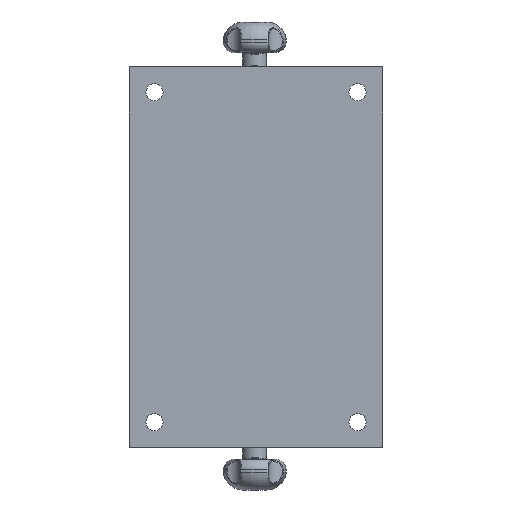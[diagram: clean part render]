
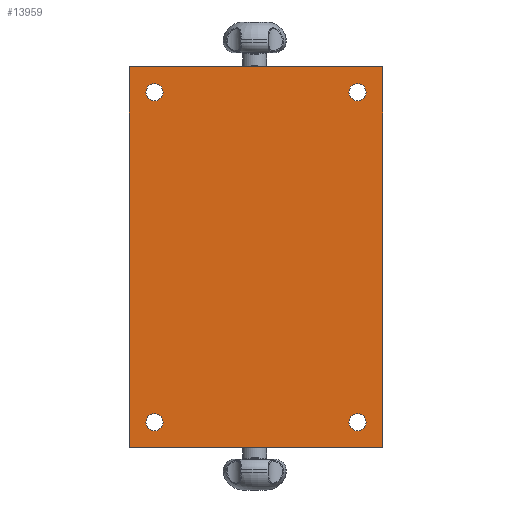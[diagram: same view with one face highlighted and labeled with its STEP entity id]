
A CAD part, front view. The second image highlights one B-rep face of the part: STEP entity #13959.
In plain terms, the highlighted planar face has unit normal (0, -1, 0).
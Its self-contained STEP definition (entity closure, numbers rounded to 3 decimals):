
#150 = AXIS2_PLACEMENT_3D ( 'NONE', #28809, #70588, #1034 ) ;
#1034 = DIRECTION ( 'NONE',  ( -1., 0., 0. ) ) ;
#1152 = VERTEX_POINT ( 'NONE', #29235 ) ;
#1371 = DIRECTION ( 'NONE',  ( 1., 0., 0. ) ) ;
#2592 = DIRECTION ( 'NONE',  ( 0., 1., 0. ) ) ;
#3083 = EDGE_CURVE ( 'NONE', #4168, #49172, #20900, .T. ) ;
#3158 = CARTESIAN_POINT ( 'NONE',  ( 74.25, -1043., -131. ) ) ;
#3198 = CARTESIAN_POINT ( 'NONE',  ( 81., -1043., -131. ) ) ;
#3987 = DIRECTION ( 'NONE',  ( -1., 0., 0. ) ) ;
#4168 = VERTEX_POINT ( 'NONE', #58850 ) ;
#4642 = EDGE_LOOP ( 'NONE', ( #22098, #45301 ) ) ;
#5050 = CIRCLE ( 'NONE', #55172, 6.75 ) ;
#5563 = CARTESIAN_POINT ( 'NONE',  ( 81., -1043., 129. ) ) ;
#5802 = DIRECTION ( 'NONE',  ( 1., 0., 0. ) ) ;
#6998 = ORIENTED_EDGE ( 'NONE', *, *, #51801, .T. ) ;
#7401 = EDGE_CURVE ( 'NONE', #44097, #11915, #63871, .T. ) ;
#7581 = EDGE_CURVE ( 'NONE', #59593, #68943, #63386, .T. ) ;
#7991 = CARTESIAN_POINT ( 'NONE',  ( 101., -1043., 149. ) ) ;
#9069 = VECTOR ( 'NONE', #58401, 1000. ) ;
#9883 = LINE ( 'NONE', #38056, #41420 ) ;
#10085 = CIRCLE ( 'NONE', #57965, 6.75 ) ;
#11343 = FACE_BOUND ( 'NONE', #17791, .T. ) ;
#11624 = VECTOR ( 'NONE', #29446, 1000. ) ;
#11915 = VERTEX_POINT ( 'NONE', #34291 ) ;
#12632 = DIRECTION ( 'NONE',  ( -1., 0., 0. ) ) ;
#12774 = DIRECTION ( 'NONE',  ( 0., 1., 0. ) ) ;
#13959 = ADVANCED_FACE ( 'NONE', ( #50929, #11343, #23807, #16702, #54853 ), #60589, .F. ) ;
#14330 = CARTESIAN_POINT ( 'NONE',  ( -85.75, -1043., 129. ) ) ;
#15220 = CARTESIAN_POINT ( 'NONE',  ( 101., -1043., -151. ) ) ;
#16096 = DIRECTION ( 'NONE',  ( 0., 1., 0. ) ) ;
#16430 = VECTOR ( 'NONE', #5802, 1000. ) ;
#16520 = CARTESIAN_POINT ( 'NONE',  ( 81., -1043., -131. ) ) ;
#16702 = FACE_BOUND ( 'NONE', #41166, .T. ) ;
#17127 = AXIS2_PLACEMENT_3D ( 'NONE', #44384, #2592, #29328 ) ;
#17791 = EDGE_LOOP ( 'NONE', ( #50365, #68630 ) ) ;
#18652 = CARTESIAN_POINT ( 'NONE',  ( 81., -1043., 129. ) ) ;
#18860 = ORIENTED_EDGE ( 'NONE', *, *, #40009, .T. ) ;
#20508 = DIRECTION ( 'NONE',  ( 0., 1., 0. ) ) ;
#20520 = CIRCLE ( 'NONE', #17127, 6.75 ) ;
#20900 = CIRCLE ( 'NONE', #33421, 6.75 ) ;
#21126 = EDGE_CURVE ( 'NONE', #68943, #1152, #9883, .T. ) ;
#22098 = ORIENTED_EDGE ( 'NONE', *, *, #39584, .T. ) ;
#23807 = FACE_BOUND ( 'NONE', #28766, .T. ) ;
#24726 = DIRECTION ( 'NONE',  ( 0., 1., 0. ) ) ;
#25162 = CARTESIAN_POINT ( 'NONE',  ( -79., -1043., 129. ) ) ;
#26779 = EDGE_CURVE ( 'NONE', #49172, #4168, #10085, .T. ) ;
#27334 = DIRECTION ( 'NONE',  ( -1., 0., 0. ) ) ;
#28766 = EDGE_LOOP ( 'NONE', ( #18860, #6998 ) ) ;
#28809 = CARTESIAN_POINT ( 'NONE',  ( -79., -1043., -131. ) ) ;
#29093 = ORIENTED_EDGE ( 'NONE', *, *, #7581, .F. ) ;
#29235 = CARTESIAN_POINT ( 'NONE',  ( -99., -1043., -151. ) ) ;
#29328 = DIRECTION ( 'NONE',  ( 1., 0., 0. ) ) ;
#29446 = DIRECTION ( 'NONE',  ( 0., 0., 1. ) ) ;
#29912 = DIRECTION ( 'NONE',  ( 1., 0., 0. ) ) ;
#30260 = VERTEX_POINT ( 'NONE', #14330 ) ;
#30425 = CARTESIAN_POINT ( 'NONE',  ( -72.25, -1043., -131. ) ) ;
#32193 = ORIENTED_EDGE ( 'NONE', *, *, #26779, .T. ) ;
#33421 = AXIS2_PLACEMENT_3D ( 'NONE', #18652, #24726, #12632 ) ;
#34285 = AXIS2_PLACEMENT_3D ( 'NONE', #70331, #16096, #3987 ) ;
#34291 = CARTESIAN_POINT ( 'NONE',  ( -85.75, -1043., -131. ) ) ;
#34386 = CIRCLE ( 'NONE', #38933, 6.75 ) ;
#35572 = DIRECTION ( 'NONE',  ( -1., 0., 0. ) ) ;
#35928 = CARTESIAN_POINT ( 'NONE',  ( -99., -1043., 149. ) ) ;
#37318 = DIRECTION ( 'NONE',  ( 1., 0., 0. ) ) ;
#38056 = CARTESIAN_POINT ( 'NONE',  ( 101., -1043., -151. ) ) ;
#38371 = ORIENTED_EDGE ( 'NONE', *, *, #3083, .T. ) ;
#38723 = AXIS2_PLACEMENT_3D ( 'NONE', #16520, #12774, #1371 ) ;
#38933 = AXIS2_PLACEMENT_3D ( 'NONE', #25162, #20508, #37318 ) ;
#39584 = EDGE_CURVE ( 'NONE', #65099, #68833, #60370, .T. ) ;
#40009 = EDGE_CURVE ( 'NONE', #30260, #57781, #20520, .T. ) ;
#41166 = EDGE_LOOP ( 'NONE', ( #32193, #38371 ) ) ;
#41420 = VECTOR ( 'NONE', #48426, 1000. ) ;
#41888 = CARTESIAN_POINT ( 'NONE',  ( -99., -1043., -151. ) ) ;
#43688 = CARTESIAN_POINT ( 'NONE',  ( -99., -1043., 149. ) ) ;
#44097 = VERTEX_POINT ( 'NONE', #30425 ) ;
#44196 = CARTESIAN_POINT ( 'NONE',  ( 74.25, -1043., 129. ) ) ;
#44384 = CARTESIAN_POINT ( 'NONE',  ( -79., -1043., 129. ) ) ;
#44425 = AXIS2_PLACEMENT_3D ( 'NONE', #35928, #57302, #35572 ) ;
#45301 = ORIENTED_EDGE ( 'NONE', *, *, #58441, .T. ) ;
#47010 = ORIENTED_EDGE ( 'NONE', *, *, #58110, .F. ) ;
#47190 = CARTESIAN_POINT ( 'NONE',  ( 101., -1043., -151. ) ) ;
#48409 = ORIENTED_EDGE ( 'NONE', *, *, #21126, .F. ) ;
#48426 = DIRECTION ( 'NONE',  ( -1., 0., 0. ) ) ;
#48428 = DIRECTION ( 'NONE',  ( 0., 1., 0. ) ) ;
#49172 = VERTEX_POINT ( 'NONE', #44196 ) ;
#49631 = EDGE_LOOP ( 'NONE', ( #47010, #55837, #48409, #29093 ) ) ;
#50302 = VERTEX_POINT ( 'NONE', #43688 ) ;
#50365 = ORIENTED_EDGE ( 'NONE', *, *, #51215, .T. ) ;
#50929 = FACE_BOUND ( 'NONE', #4642, .T. ) ;
#51215 = EDGE_CURVE ( 'NONE', #11915, #44097, #59358, .T. ) ;
#51801 = EDGE_CURVE ( 'NONE', #57781, #30260, #34386, .T. ) ;
#53037 = EDGE_CURVE ( 'NONE', #1152, #50302, #63956, .T. ) ;
#54685 = CARTESIAN_POINT ( 'NONE',  ( 101., -1043., 149. ) ) ;
#54853 = FACE_OUTER_BOUND ( 'NONE', #49631, .T. ) ;
#55172 = AXIS2_PLACEMENT_3D ( 'NONE', #3198, #67737, #29912 ) ;
#55837 = ORIENTED_EDGE ( 'NONE', *, *, #53037, .F. ) ;
#57302 = DIRECTION ( 'NONE',  ( 0., 1., 0. ) ) ;
#57781 = VERTEX_POINT ( 'NONE', #69780 ) ;
#57965 = AXIS2_PLACEMENT_3D ( 'NONE', #5563, #48428, #27334 ) ;
#58110 = EDGE_CURVE ( 'NONE', #50302, #59593, #65361, .T. ) ;
#58401 = DIRECTION ( 'NONE',  ( 0., 0., -1. ) ) ;
#58441 = EDGE_CURVE ( 'NONE', #68833, #65099, #5050, .T. ) ;
#58850 = CARTESIAN_POINT ( 'NONE',  ( 87.75, -1043., 129. ) ) ;
#59358 = CIRCLE ( 'NONE', #34285, 6.75 ) ;
#59593 = VERTEX_POINT ( 'NONE', #7991 ) ;
#60370 = CIRCLE ( 'NONE', #38723, 6.75 ) ;
#60589 = PLANE ( 'NONE',  #44425 ) ;
#61809 = CARTESIAN_POINT ( 'NONE',  ( 87.75, -1043., -131. ) ) ;
#63386 = LINE ( 'NONE', #15220, #9069 ) ;
#63871 = CIRCLE ( 'NONE', #150, 6.75 ) ;
#63956 = LINE ( 'NONE', #41888, #11624 ) ;
#65099 = VERTEX_POINT ( 'NONE', #3158 ) ;
#65361 = LINE ( 'NONE', #54685, #16430 ) ;
#67737 = DIRECTION ( 'NONE',  ( 0., 1., 0. ) ) ;
#68630 = ORIENTED_EDGE ( 'NONE', *, *, #7401, .T. ) ;
#68833 = VERTEX_POINT ( 'NONE', #61809 ) ;
#68943 = VERTEX_POINT ( 'NONE', #47190 ) ;
#69780 = CARTESIAN_POINT ( 'NONE',  ( -72.25, -1043., 129. ) ) ;
#70331 = CARTESIAN_POINT ( 'NONE',  ( -79., -1043., -131. ) ) ;
#70588 = DIRECTION ( 'NONE',  ( 0., 1., 0. ) ) ;
